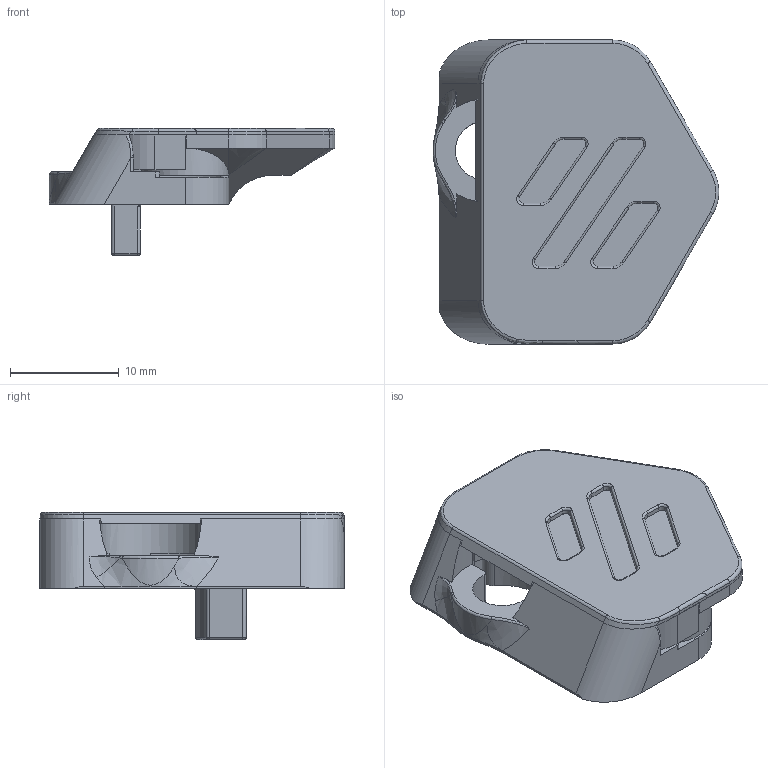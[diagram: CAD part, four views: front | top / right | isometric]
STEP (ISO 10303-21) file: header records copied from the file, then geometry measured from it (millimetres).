
FILE_DESCRIPTION(/* description */ (''),/* implementation_level */ '2;1');
FILE_NAME(/* name */ 'Lid_Latch.step',/* time_stamp */ '2021-10-26T21:18:33+02:00',/* author */ (''),/* organization */ (''),/* preprocessor_version */ 'ST-DEVELOPER v18.1',/* originating_system */ 'Autodesk Translation Framework v10.10.0.1391',/* authorisation */ '');
FILE_SCHEMA (('AUTOMOTIVE_DESIGN { 1 0 10303 214 3 1 1 }'));
Length unit declared in the file: millimetre
Products named in the file (2): (Unsaved); Lid_Latch
Assembly tree (1 placements, depth 2):
  (Unsaved)
    Lid_Latch
Bounding box: 26.32 x 28.01 x 11.7 mm (x, y, z)
Volume: 2794 mm3; surface area: 3326.2 mm2
Topology: 3 solids, 3 shells, 215 faces, 556 edges, 346 vertices
Faces by surface type: cylinder 93, plane 82, torus 19, bspline 16, cone 5
Full cylindrical faces by diameter (mm): 3.2 x3, 6 x2
Entity records: 7265 total; most frequent: CARTESIAN_POINT 1867, DIRECTION 1167, ORIENTED_EDGE 1106, EDGE_CURVE 553, AXIS2_PLACEMENT_3D 438, VERTEX_POINT 346, LINE 291, VECTOR 291
